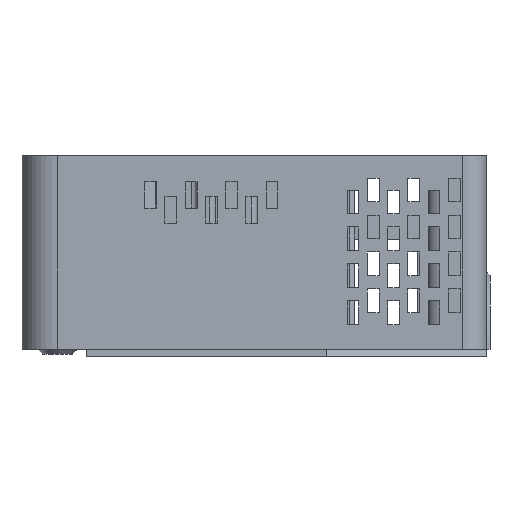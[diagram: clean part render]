
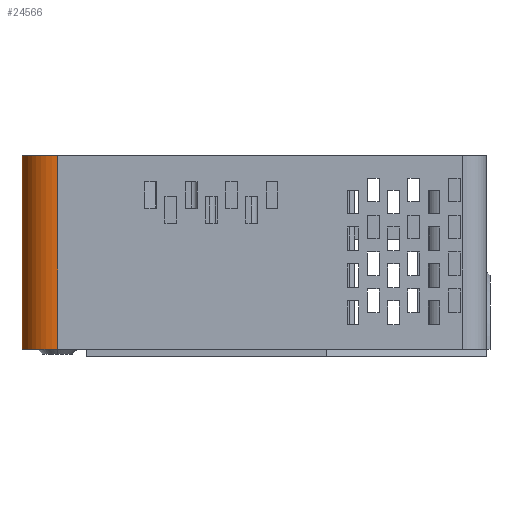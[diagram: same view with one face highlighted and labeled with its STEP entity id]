
A CAD part, left-side view. The second image highlights one B-rep face of the part: STEP entity #24566.
In plain terms, the highlighted cylindrical face has radius 6 mm (diameter 12 mm), a partial arc.
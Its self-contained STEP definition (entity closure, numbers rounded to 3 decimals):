
#1967 = CARTESIAN_POINT ( 'NONE',  ( -72.138, 97.729, -108.495 ) ) ;
#2674 = VECTOR ( 'NONE', #12833, 1000. ) ;
#2675 = EDGE_CURVE ( 'NONE', #25057, #20253, #15708, .T. ) ;
#2696 = CARTESIAN_POINT ( 'NONE',  ( -72.138, 97.729, -108.495 ) ) ;
#3243 = DIRECTION ( 'NONE',  ( 0., 0., -1. ) ) ;
#3515 = CARTESIAN_POINT ( 'NONE',  ( -78.138, 97.729, -108.495 ) ) ;
#3563 = LINE ( 'NONE', #22531, #2674 ) ;
#3787 = ORIENTED_EDGE ( 'NONE', *, *, #5301, .F. ) ;
#4149 = EDGE_CURVE ( 'NONE', #16967, #16390, #3563, .T. ) ;
#4349 = EDGE_LOOP ( 'NONE', ( #12762, #6233, #3787, #8873 ) ) ;
#4643 = CARTESIAN_POINT ( 'NONE',  ( -67.482, 101.513, -108.495 ) ) ;
#5301 = EDGE_CURVE ( 'NONE', #16390, #20253, #11939, .T. ) ;
#6233 = ORIENTED_EDGE ( 'NONE', *, *, #2675, .T. ) ;
#6629 = DIRECTION ( 'NONE',  ( 0., 0., -1. ) ) ;
#8873 = ORIENTED_EDGE ( 'NONE', *, *, #4149, .F. ) ;
#9402 = DIRECTION ( 'NONE',  ( 0., 0., -1. ) ) ;
#9507 = CARTESIAN_POINT ( 'NONE',  ( -78.138, 97.729, -141.045 ) ) ;
#11100 = EDGE_CURVE ( 'NONE', #16967, #25057, #22414, .T. ) ;
#11939 = CIRCLE ( 'NONE', #20651, 6. ) ;
#12762 = ORIENTED_EDGE ( 'NONE', *, *, #11100, .T. ) ;
#12833 = DIRECTION ( 'NONE',  ( 0., 0., -1. ) ) ;
#13277 = CARTESIAN_POINT ( 'NONE',  ( -67.482, 101.513, -141.045 ) ) ;
#14505 = DIRECTION ( 'NONE',  ( -1., 0., 0. ) ) ;
#15708 = LINE ( 'NONE', #4643, #28839 ) ;
#16390 = VERTEX_POINT ( 'NONE', #9507 ) ;
#16967 = VERTEX_POINT ( 'NONE', #3515 ) ;
#17088 = DIRECTION ( 'NONE',  ( 0., 0., -1. ) ) ;
#18906 = FACE_OUTER_BOUND ( 'NONE', #4349, .T. ) ;
#19183 = CARTESIAN_POINT ( 'NONE',  ( -67.482, 101.513, -108.495 ) ) ;
#20253 = VERTEX_POINT ( 'NONE', #13277 ) ;
#20651 = AXIS2_PLACEMENT_3D ( 'NONE', #21609, #3243, #23704 ) ;
#21436 = AXIS2_PLACEMENT_3D ( 'NONE', #1967, #9402, #27744 ) ;
#21609 = CARTESIAN_POINT ( 'NONE',  ( -72.138, 97.729, -141.045 ) ) ;
#22414 = CIRCLE ( 'NONE', #21436, 6. ) ;
#22531 = CARTESIAN_POINT ( 'NONE',  ( -78.138, 97.729, -108.495 ) ) ;
#23704 = DIRECTION ( 'NONE',  ( -1., 0., 0. ) ) ;
#24407 = AXIS2_PLACEMENT_3D ( 'NONE', #2696, #17088, #14505 ) ;
#24566 = ADVANCED_FACE ( 'NONE', ( #18906 ), #26326, .T. ) ;
#25057 = VERTEX_POINT ( 'NONE', #19183 ) ;
#26326 = CYLINDRICAL_SURFACE ( 'NONE', #24407, 6. ) ;
#27744 = DIRECTION ( 'NONE',  ( -1., 0., 0. ) ) ;
#28839 = VECTOR ( 'NONE', #6629, 1000. ) ;
